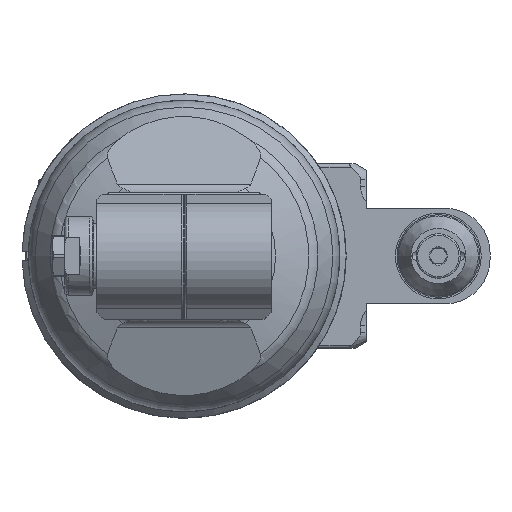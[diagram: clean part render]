
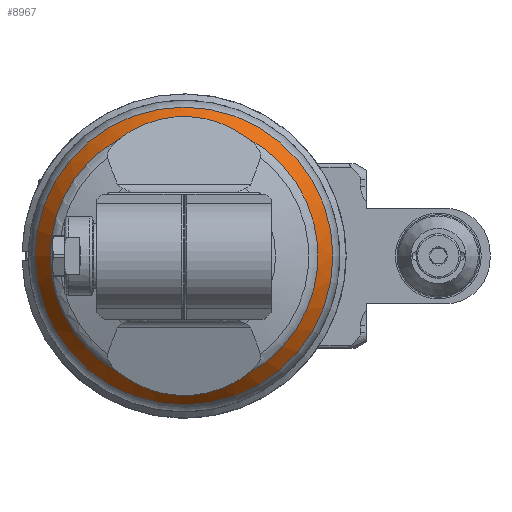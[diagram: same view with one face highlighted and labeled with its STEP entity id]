
A CAD part, front view. The second image highlights one B-rep face of the part: STEP entity #8967.
In plain terms, the highlighted conical face has half-angle 35 degrees and reference radius 44.489 mm.
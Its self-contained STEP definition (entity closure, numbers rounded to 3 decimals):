
#15=ELLIPSE('',#9922,37.215,33.816);
#18=ELLIPSE('',#9930,37.215,33.816);
#641=CONICAL_SURFACE('',#9936,44.489,0.611);
#1052=FACE_OUTER_BOUND('',#1632,.T.);
#1632=EDGE_LOOP('',(#7755,#7756,#7757,#7758,#7759,#7760,#7761,#7762));
#2113=CIRCLE('',#9920,42.148);
#2116=CIRCLE('',#9934,42.148);
#2117=CIRCLE('',#9935,42.148);
#2118=CIRCLE('',#9937,46.83);
#2852=LINE('',#57278,#3451);
#3451=VECTOR('',#12086,44.489);
#4251=VERTEX_POINT('',#57158);
#4252=VERTEX_POINT('',#57171);
#4253=VERTEX_POINT('',#57186);
#4260=VERTEX_POINT('',#57255);
#4261=VERTEX_POINT('',#57272);
#4262=VERTEX_POINT('',#57276);
#5449=EDGE_CURVE('',#4251,#4252,#2113,.T.);
#5451=EDGE_CURVE('',#4252,#4253,#15,.T.);
#5463=EDGE_CURVE('',#4260,#4251,#18,.T.);
#5465=EDGE_CURVE('',#4253,#4261,#2116,.T.);
#5466=EDGE_CURVE('',#4261,#4260,#2117,.T.);
#5467=EDGE_CURVE('',#4262,#4262,#2118,.T.);
#5468=EDGE_CURVE('',#4262,#4261,#2852,.T.);
#7755=ORIENTED_EDGE('',*,*,#5467,.F.);
#7756=ORIENTED_EDGE('',*,*,#5468,.T.);
#7757=ORIENTED_EDGE('',*,*,#5465,.F.);
#7758=ORIENTED_EDGE('',*,*,#5451,.F.);
#7759=ORIENTED_EDGE('',*,*,#5449,.F.);
#7760=ORIENTED_EDGE('',*,*,#5463,.F.);
#7761=ORIENTED_EDGE('',*,*,#5466,.F.);
#7762=ORIENTED_EDGE('',*,*,#5468,.F.);
#8967=ADVANCED_FACE('',(#1052),#641,.T.);
#9920=AXIS2_PLACEMENT_3D('',#57172,#12048,#12049);
#9922=AXIS2_PLACEMENT_3D('',#57187,#12052,#12053);
#9930=AXIS2_PLACEMENT_3D('',#57268,#12070,#12071);
#9934=AXIS2_PLACEMENT_3D('',#57273,#12078,#12079);
#9935=AXIS2_PLACEMENT_3D('',#57274,#12080,#12081);
#9936=AXIS2_PLACEMENT_3D('',#57275,#12082,#12083);
#9937=AXIS2_PLACEMENT_3D('',#57277,#12084,#12085);
#12048=DIRECTION('center_axis',(1.,0.,0.));
#12049=DIRECTION('ref_axis',(0.,1.,0.));
#12052=DIRECTION('center_axis',(0.94,0.,0.342));
#12053=DIRECTION('ref_axis',(0.342,0.,-0.94));
#12070=DIRECTION('center_axis',(0.94,0.,-0.342));
#12071=DIRECTION('ref_axis',(-0.342,0.,-0.94));
#12078=DIRECTION('center_axis',(1.,0.,0.));
#12079=DIRECTION('ref_axis',(0.,-0.476,0.88));
#12080=DIRECTION('center_axis',(1.,0.,0.));
#12081=DIRECTION('ref_axis',(0.,-0.476,0.88));
#12082=DIRECTION('center_axis',(-1.,0.,0.));
#12083=DIRECTION('ref_axis',(0.,1.,0.));
#12084=DIRECTION('center_axis',(-1.,0.,0.));
#12085=DIRECTION('ref_axis',(0.,1.,0.));
#12086=DIRECTION('',(0.819,0.574,0.));
#57158=CARTESIAN_POINT('',(57.786,20.051,-37.073));
#57171=CARTESIAN_POINT('',(57.786,20.051,37.073));
#57172=CARTESIAN_POINT('Origin',(57.786,0.,0.));
#57186=CARTESIAN_POINT('',(57.786,-20.051,37.073));
#57187=CARTESIAN_POINT('Origin',(68.036,0.,8.913));
#57255=CARTESIAN_POINT('',(57.786,-20.051,-37.073));
#57268=CARTESIAN_POINT('Origin',(68.036,0.,
-8.913));
#57272=CARTESIAN_POINT('',(57.786,-42.148,0.));
#57273=CARTESIAN_POINT('Origin',(57.786,0.,0.));
#57274=CARTESIAN_POINT('Origin',(57.786,0.,0.));
#57275=CARTESIAN_POINT('Origin',(54.443,0.,0.));
#57276=CARTESIAN_POINT('',(51.099,-46.83,0.));
#57277=CARTESIAN_POINT('Origin',(51.099,0.,0.));
#57278=CARTESIAN_POINT('',(54.443,-44.489,0.));
